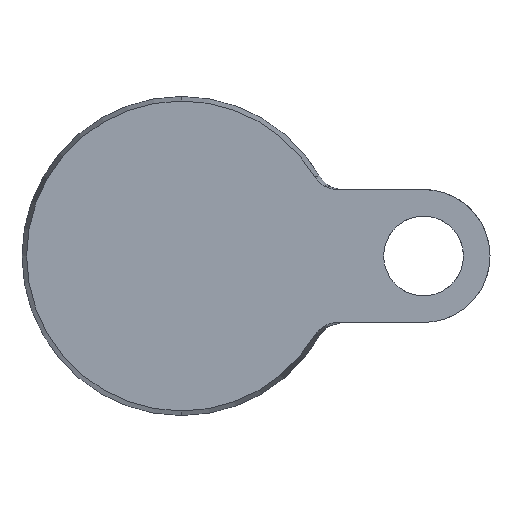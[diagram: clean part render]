
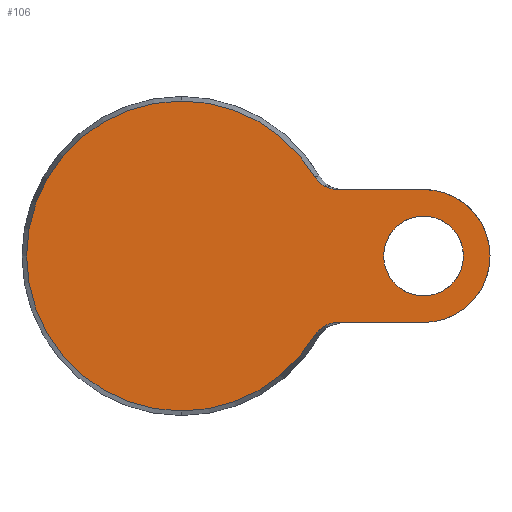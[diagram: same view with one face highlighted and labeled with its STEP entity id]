
A CAD part, front view. The second image highlights one B-rep face of the part: STEP entity #106.
In plain terms, the highlighted planar face has unit normal (0, -1, 0).
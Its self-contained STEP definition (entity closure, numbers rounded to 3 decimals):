
#9 = VERTEX_POINT ( 'NONE', #701 ) ;
#32 = AXIS2_PLACEMENT_3D ( 'NONE', #101, #107, #1180 ) ;
#37 = CARTESIAN_POINT ( 'NONE',  ( 45.5, 0., 0. ) ) ;
#40 = EDGE_CURVE ( 'NONE', #1016, #9, #790, .T. ) ;
#62 = CARTESIAN_POINT ( 'NONE',  ( 27.253, 0., 12.954 ) ) ;
#69 = CARTESIAN_POINT ( 'NONE',  ( 28.502, 0., 12.556 ) ) ;
#79 = EDGE_CURVE ( 'NONE', #1368, #1016, #915, .T. ) ;
#92 = VECTOR ( 'NONE', #386, 1000. ) ;
#101 = CARTESIAN_POINT ( 'NONE',  ( 0., 0., 0. ) ) ;
#104 = CARTESIAN_POINT ( 'NONE',  ( 28.503, 0., -12.556 ) ) ;
#106 = ADVANCED_FACE ( 'NONE', ( #1357, #277 ), #731, .F. ) ;
#107 = DIRECTION ( 'NONE',  ( 0., -1., 0. ) ) ;
#180 = DIRECTION ( 'NONE',  ( 0., -1., 0. ) ) ;
#184 = CIRCLE ( 'NONE', #207, 29.143 ) ;
#186 = DIRECTION ( 'NONE',  ( 0., 1., 0. ) ) ;
#189 = CARTESIAN_POINT ( 'NONE',  ( 45.5, 0., 12.5 ) ) ;
#190 = EDGE_CURVE ( 'NONE', #978, #216, #204, .T. ) ;
#194 = VERTEX_POINT ( 'NONE', #1372 ) ;
#196 = CARTESIAN_POINT ( 'NONE',  ( 28.933, 0., -12.5 ) ) ;
#203 = CARTESIAN_POINT ( 'NONE',  ( 45.5, 0., 7.5 ) ) ;
#204 = CIRCLE ( 'NONE', #588, 7.5 ) ;
#207 = AXIS2_PLACEMENT_3D ( 'NONE', #632, #180, #955 ) ;
#216 = VERTEX_POINT ( 'NONE', #451 ) ;
#223 = DIRECTION ( 'NONE',  ( 0., 0., 1. ) ) ;
#233 = AXIS2_PLACEMENT_3D ( 'NONE', #993, #868, #985 ) ;
#277 = FACE_BOUND ( 'NONE', #476, .T. ) ;
#278 = CARTESIAN_POINT ( 'NONE',  ( 27.057, 0., 13.048 ) ) ;
#356 = ORIENTED_EDGE ( 'NONE', *, *, #79, .F. ) ;
#360 = CARTESIAN_POINT ( 'NONE',  ( 26.678, 0., 13.261 ) ) ;
#375 = CARTESIAN_POINT ( 'NONE',  ( 26.144, 0., 13.642 ) ) ;
#380 = CARTESIAN_POINT ( 'NONE',  ( 45.5, 0., 0. ) ) ;
#386 = DIRECTION ( 'NONE',  ( 1., 0., 0. ) ) ;
#404 = CARTESIAN_POINT ( 'NONE',  ( 27.871, 0., -12.72 ) ) ;
#439 = CARTESIAN_POINT ( 'NONE',  ( 0., 0., -29.143 ) ) ;
#451 = CARTESIAN_POINT ( 'NONE',  ( 45.5, 0., -7.5 ) ) ;
#476 = EDGE_LOOP ( 'NONE', ( #895, #1092 ) ) ;
#493 = CARTESIAN_POINT ( 'NONE',  ( 26.495, 0., 13.38 ) ) ;
#519 = DIRECTION ( 'NONE',  ( 0., 0., 1. ) ) ;
#527 = CIRCLE ( 'NONE', #32, 29.143 ) ;
#530 = CARTESIAN_POINT ( 'NONE',  ( 27.662, 0., -12.789 ) ) ;
#578 = CARTESIAN_POINT ( 'NONE',  ( 28.933, 0., 12.5 ) ) ;
#582 = CARTESIAN_POINT ( 'NONE',  ( 15., 0., 12.5 ) ) ;
#588 = AXIS2_PLACEMENT_3D ( 'NONE', #622, #186, #937 ) ;
#593 = VERTEX_POINT ( 'NONE', #720 ) ;
#600 = LINE ( 'NONE', #883, #924 ) ;
#605 = ORIENTED_EDGE ( 'NONE', *, *, #1070, .T. ) ;
#622 = CARTESIAN_POINT ( 'NONE',  ( 45.5, 0., 0. ) ) ;
#632 = CARTESIAN_POINT ( 'NONE',  ( 0., 0., 0. ) ) ;
#663 = EDGE_LOOP ( 'NONE', ( #356, #1145, #605, #939, #1085, #1042, #783, #1315 ) ) ;
#695 = CARTESIAN_POINT ( 'NONE',  ( 29.374, 0., 12.5 ) ) ;
#696 = EDGE_CURVE ( 'NONE', #1183, #593, #527, .T. ) ;
#701 = CARTESIAN_POINT ( 'NONE',  ( 45.5, 0., -12.5 ) ) ;
#720 = CARTESIAN_POINT ( 'NONE',  ( 25.011, 0., -14.959 ) ) ;
#731 = PLANE ( 'NONE',  #1227 ) ;
#745 = CARTESIAN_POINT ( 'NONE',  ( 26.497, 0., -13.379 ) ) ;
#753 = CARTESIAN_POINT ( 'NONE',  ( 26.862, 0., -13.142 ) ) ;
#783 = ORIENTED_EDGE ( 'NONE', *, *, #872, .F. ) ;
#790 = CIRCLE ( 'NONE', #1051, 12.5 ) ;
#824 = CARTESIAN_POINT ( 'NONE',  ( -29.143, 0., 0. ) ) ;
#868 = DIRECTION ( 'NONE',  ( 0., -1., 0. ) ) ;
#872 = EDGE_CURVE ( 'NONE', #9, #1334, #600, .T. ) ;
#883 = CARTESIAN_POINT ( 'NONE',  ( 15., 0., -12.5 ) ) ;
#894 = CARTESIAN_POINT ( 'NONE',  ( 27.659, 0., 12.79 ) ) ;
#895 = ORIENTED_EDGE ( 'NONE', *, *, #1193, .T. ) ;
#915 = LINE ( 'NONE', #582, #92 ) ;
#916 = CARTESIAN_POINT ( 'NONE',  ( 25.976, 0., 13.785 ) ) ;
#922 = DIRECTION ( 'NONE',  ( 0., 1., 0. ) ) ;
#924 = VECTOR ( 'NONE', #1351, 1000. ) ;
#937 = DIRECTION ( 'NONE',  ( 0., 0., 1. ) ) ;
#939 = ORIENTED_EDGE ( 'NONE', *, *, #1002, .T. ) ;
#954 = CARTESIAN_POINT ( 'NONE',  ( 25.508, 0., -14.24 ) ) ;
#955 = DIRECTION ( 'NONE',  ( 0., 0., -1. ) ) ;
#966 = CARTESIAN_POINT ( 'NONE',  ( 27.255, 0., -12.953 ) ) ;
#978 = VERTEX_POINT ( 'NONE', #203 ) ;
#985 = DIRECTION ( 'NONE',  ( 0., 0., -1. ) ) ;
#993 = CARTESIAN_POINT ( 'NONE',  ( 0., 0., 0. ) ) ;
#1000 = DIRECTION ( 'NONE',  ( 0., 1., 0. ) ) ;
#1001 = CARTESIAN_POINT ( 'NONE',  ( 25.507, 0., 14.24 ) ) ;
#1002 = EDGE_CURVE ( 'NONE', #194, #1183, #184, .T. ) ;
#1014 = CARTESIAN_POINT ( 'NONE',  ( 25.011, 0., 14.959 ) ) ;
#1016 = VERTEX_POINT ( 'NONE', #189 ) ;
#1042 = ORIENTED_EDGE ( 'NONE', *, *, #1373, .T. ) ;
#1051 = AXIS2_PLACEMENT_3D ( 'NONE', #380, #1000, #1214 ) ;
#1053 = CARTESIAN_POINT ( 'NONE',  ( 25.011, 0., -14.959 ) ) ;
#1067 = CARTESIAN_POINT ( 'NONE',  ( 26.146, 0., -13.64 ) ) ;
#1070 = EDGE_CURVE ( 'NONE', #1359, #194, #1251, .T. ) ;
#1085 = ORIENTED_EDGE ( 'NONE', *, *, #696, .T. ) ;
#1092 = ORIENTED_EDGE ( 'NONE', *, *, #190, .T. ) ;
#1145 = ORIENTED_EDGE ( 'NONE', *, *, #1280, .T. ) ;
#1147 = B_SPLINE_CURVE_WITH_KNOTS ( 'NONE', 3,
 ( #695, #578, #69, #1325, #894, #62, #278, #360, #493, #375, #916, #1001, #1203, #1014 ),
 .UNSPECIFIED., .F., .F.,
 ( 4, 2, 2, 2, 2, 2, 4 ),
 ( 0., 0.001, 0.002, 0.003, 0.003, 0.004, 0.005 ),
 .UNSPECIFIED. ) ;
#1152 = CARTESIAN_POINT ( 'NONE',  ( 29.374, 0., 12.5 ) ) ;
#1157 = CARTESIAN_POINT ( 'NONE',  ( 25.237, 0., -14.58 ) ) ;
#1163 = CARTESIAN_POINT ( 'NONE',  ( 25.977, 0., -13.784 ) ) ;
#1165 = CIRCLE ( 'NONE', #1346, 7.5 ) ;
#1180 = DIRECTION ( 'NONE',  ( 0., 0., -1. ) ) ;
#1183 = VERTEX_POINT ( 'NONE', #439 ) ;
#1193 = EDGE_CURVE ( 'NONE', #216, #978, #1165, .T. ) ;
#1203 = CARTESIAN_POINT ( 'NONE',  ( 25.237, 0., 14.58 ) ) ;
#1207 = B_SPLINE_CURVE_WITH_KNOTS ( 'NONE', 3,
 ( #1053, #1157, #954, #1163, #1067, #745, #753, #966, #530, #404, #104, #196, #1375 ),
 .UNSPECIFIED., .F., .F.,
 ( 4, 2, 2, 1, 2, 2, 4 ),
 ( 0., 0.001, 0.002, 0.003, 0.003, 0.004, 0.005 ),
 .UNSPECIFIED. ) ;
#1214 = DIRECTION ( 'NONE',  ( 0., 0., -1. ) ) ;
#1227 = AXIS2_PLACEMENT_3D ( 'NONE', #824, #922, #519 ) ;
#1239 = CARTESIAN_POINT ( 'NONE',  ( 25.011, 0., 14.959 ) ) ;
#1251 = CIRCLE ( 'NONE', #233, 29.143 ) ;
#1272 = DIRECTION ( 'NONE',  ( 0., 1., 0. ) ) ;
#1280 = EDGE_CURVE ( 'NONE', #1368, #1359, #1147, .T. ) ;
#1315 = ORIENTED_EDGE ( 'NONE', *, *, #40, .F. ) ;
#1317 = CARTESIAN_POINT ( 'NONE',  ( 29.374, 0., -12.5 ) ) ;
#1325 = CARTESIAN_POINT ( 'NONE',  ( 27.869, 0., 12.721 ) ) ;
#1334 = VERTEX_POINT ( 'NONE', #1317 ) ;
#1346 = AXIS2_PLACEMENT_3D ( 'NONE', #37, #1272, #223 ) ;
#1351 = DIRECTION ( 'NONE',  ( -1., 0., 0. ) ) ;
#1357 = FACE_OUTER_BOUND ( 'NONE', #663, .T. ) ;
#1359 = VERTEX_POINT ( 'NONE', #1239 ) ;
#1368 = VERTEX_POINT ( 'NONE', #1152 ) ;
#1372 = CARTESIAN_POINT ( 'NONE',  ( 0., 0., 29.143 ) ) ;
#1373 = EDGE_CURVE ( 'NONE', #593, #1334, #1207, .T. ) ;
#1375 = CARTESIAN_POINT ( 'NONE',  ( 29.374, 0., -12.5 ) ) ;
